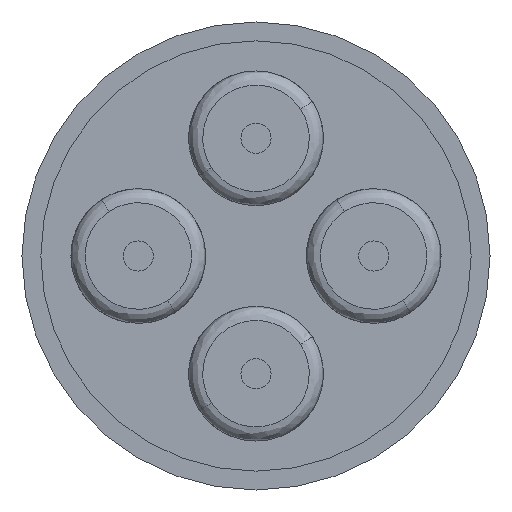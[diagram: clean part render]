
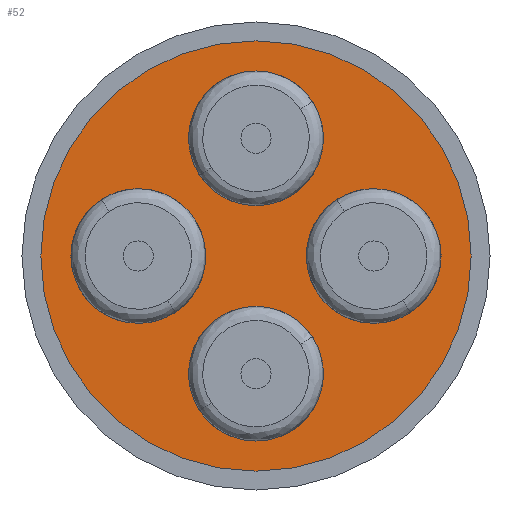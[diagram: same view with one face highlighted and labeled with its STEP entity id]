
A CAD part, front view. The second image highlights one B-rep face of the part: STEP entity #52.
In plain terms, the highlighted planar face has unit normal (0, -1, 0).
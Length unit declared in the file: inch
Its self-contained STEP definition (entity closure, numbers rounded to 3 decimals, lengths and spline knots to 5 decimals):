
#52 = ADVANCED_FACE ( 'NONE', ( #2240, #2237, #2249, #2238, #2247 ), #254, .T. ) ;
#248 = DIRECTION ( 'NONE',  ( 0., 0., -1. ) ) ;
#254 = PLANE ( 'NONE',  #1381 ) ;
#257 = DIRECTION ( 'NONE',  ( 0., -1., 0. ) ) ;
#259 = CARTESIAN_POINT ( 'NONE',  ( 0., -0.035, 0. ) ) ;
#398 = AXIS2_PLACEMENT_3D ( 'NONE', #1529, #1530, #1531 ) ;
#460 = AXIS2_PLACEMENT_3D ( 'NONE', #1603, #1604, #1605 ) ;
#464 = AXIS2_PLACEMENT_3D ( 'NONE', #1593, #1594, #1595 ) ;
#466 = AXIS2_PLACEMENT_3D ( 'NONE', #1583, #1584, #1585 ) ;
#468 = AXIS2_PLACEMENT_3D ( 'NONE', #1573, #1574, #1575 ) ;
#562 = CARTESIAN_POINT ( 'NONE',  ( 0., -0.035, 0.2285 ) ) ;
#563 = CARTESIAN_POINT ( 'NONE',  ( 0., -0.035, -0.2285 ) ) ;
#578 = CARTESIAN_POINT ( 'NONE',  ( -0.058, -0.035, -0.125 ) ) ;
#579 = CARTESIAN_POINT ( 'NONE',  ( 0.058, -0.035, -0.125 ) ) ;
#582 = CARTESIAN_POINT ( 'NONE',  ( 0.125, -0.035, 0.058 ) ) ;
#583 = CARTESIAN_POINT ( 'NONE',  ( 0.125, -0.035, -0.058 ) ) ;
#587 = CARTESIAN_POINT ( 'NONE',  ( -0.125, -0.035, 0.058 ) ) ;
#588 = CARTESIAN_POINT ( 'NONE',  ( -0.125, -0.035, -0.058 ) ) ;
#591 = CARTESIAN_POINT ( 'NONE',  ( -0.058, -0.035, 0.125 ) ) ;
#592 = CARTESIAN_POINT ( 'NONE',  ( 0.058, -0.035, 0.125 ) ) ;
#816 = EDGE_CURVE ( 'NONE', #2816, #2815, #2109, .T. ) ;
#817 = EDGE_CURVE ( 'NONE', #2812, #2811, #2108, .T. ) ;
#818 = EDGE_CURVE ( 'NONE', #2807, #2806, #2106, .T. ) ;
#819 = EDGE_CURVE ( 'NONE', #2803, #2802, #2105, .T. ) ;
#824 = EDGE_CURVE ( 'NONE', #2787, #2786, #2100, .T. ) ;
#986 = EDGE_CURVE ( 'NONE', #2786, #2787, #1899, .T. ) ;
#1004 = EDGE_CURVE ( 'NONE', #2802, #2803, #1872, .T. ) ;
#1008 = EDGE_CURVE ( 'NONE', #2806, #2807, #1866, .T. ) ;
#1012 = EDGE_CURVE ( 'NONE', #2811, #2812, #1860, .T. ) ;
#1017 = EDGE_CURVE ( 'NONE', #2815, #2816, #1854, .T. ) ;
#1121 = DIRECTION ( 'NONE',  ( 0., 0., 1. ) ) ;
#1122 = DIRECTION ( 'NONE',  ( 0., -1., 0. ) ) ;
#1123 = CARTESIAN_POINT ( 'NONE',  ( 0., -0.035, 0. ) ) ;
#1141 = DIRECTION ( 'NONE',  ( 1., 0., 0. ) ) ;
#1142 = DIRECTION ( 'NONE',  ( 0., 1., 0. ) ) ;
#1143 = CARTESIAN_POINT ( 'NONE',  ( 0., -0.035, -0.125 ) ) ;
#1145 = DIRECTION ( 'NONE',  ( 0., 0., -1. ) ) ;
#1147 = DIRECTION ( 'NONE',  ( 0., 1., 0. ) ) ;
#1148 = CARTESIAN_POINT ( 'NONE',  ( 0.125, -0.035, 0. ) ) ;
#1150 = DIRECTION ( 'NONE',  ( 0., 0., -1. ) ) ;
#1151 = DIRECTION ( 'NONE',  ( 0., 1., 0. ) ) ;
#1152 = CARTESIAN_POINT ( 'NONE',  ( -0.125, -0.035, 0. ) ) ;
#1153 = DIRECTION ( 'NONE',  ( 1., 0., 0. ) ) ;
#1154 = DIRECTION ( 'NONE',  ( 0., 1., 0. ) ) ;
#1155 = CARTESIAN_POINT ( 'NONE',  ( 0., -0.035, 0.125 ) ) ;
#1279 = AXIS2_PLACEMENT_3D ( 'NONE', #1123, #1122, #1121 ) ;
#1284 = AXIS2_PLACEMENT_3D ( 'NONE', #1143, #1142, #1141 ) ;
#1285 = AXIS2_PLACEMENT_3D ( 'NONE', #1148, #1147, #1145 ) ;
#1286 = AXIS2_PLACEMENT_3D ( 'NONE', #1152, #1151, #1150 ) ;
#1287 = AXIS2_PLACEMENT_3D ( 'NONE', #1155, #1154, #1153 ) ;
#1381 = AXIS2_PLACEMENT_3D ( 'NONE', #259, #257, #248 ) ;
#1529 = CARTESIAN_POINT ( 'NONE',  ( 0., -0.035, 0. ) ) ;
#1530 = DIRECTION ( 'NONE',  ( 0., -1., 0. ) ) ;
#1531 = DIRECTION ( 'NONE',  ( 0., 0., 1. ) ) ;
#1573 = CARTESIAN_POINT ( 'NONE',  ( 0., -0.035, -0.125 ) ) ;
#1574 = DIRECTION ( 'NONE',  ( 0., 1., 0. ) ) ;
#1575 = DIRECTION ( 'NONE',  ( 1., 0., 0. ) ) ;
#1583 = CARTESIAN_POINT ( 'NONE',  ( 0.125, -0.035, 0. ) ) ;
#1584 = DIRECTION ( 'NONE',  ( 0., 1., 0. ) ) ;
#1585 = DIRECTION ( 'NONE',  ( 0., 0., -1. ) ) ;
#1593 = CARTESIAN_POINT ( 'NONE',  ( -0.125, -0.035, 0. ) ) ;
#1594 = DIRECTION ( 'NONE',  ( 0., 1., 0. ) ) ;
#1595 = DIRECTION ( 'NONE',  ( 0., 0., -1. ) ) ;
#1603 = CARTESIAN_POINT ( 'NONE',  ( 0., -0.035, 0.125 ) ) ;
#1604 = DIRECTION ( 'NONE',  ( 0., 1., 0. ) ) ;
#1605 = DIRECTION ( 'NONE',  ( 1., 0., 0. ) ) ;
#1854 = CIRCLE ( 'NONE', #460, 0.058 ) ;
#1860 = CIRCLE ( 'NONE', #464, 0.058 ) ;
#1866 = CIRCLE ( 'NONE', #466, 0.058 ) ;
#1872 = CIRCLE ( 'NONE', #468, 0.058 ) ;
#1899 = CIRCLE ( 'NONE', #398, 0.2285 ) ;
#2100 = CIRCLE ( 'NONE', #1279, 0.2285 ) ;
#2105 = CIRCLE ( 'NONE', #1284, 0.058 ) ;
#2106 = CIRCLE ( 'NONE', #1285, 0.058 ) ;
#2108 = CIRCLE ( 'NONE', #1286, 0.058 ) ;
#2109 = CIRCLE ( 'NONE', #1287, 0.058 ) ;
#2237 = FACE_BOUND ( 'NONE', #3034, .T. ) ;
#2238 = FACE_BOUND ( 'NONE', #3044, .T. ) ;
#2240 = FACE_BOUND ( 'NONE', #3042, .T. ) ;
#2247 = FACE_BOUND ( 'NONE', #3046, .T. ) ;
#2249 = FACE_OUTER_BOUND ( 'NONE', #3026, .T. ) ;
#2349 = ORIENTED_EDGE ( 'NONE', *, *, #819, .T. ) ;
#2350 = ORIENTED_EDGE ( 'NONE', *, *, #1004, .T. ) ;
#2351 = ORIENTED_EDGE ( 'NONE', *, *, #818, .T. ) ;
#2352 = ORIENTED_EDGE ( 'NONE', *, *, #1008, .T. ) ;
#2353 = ORIENTED_EDGE ( 'NONE', *, *, #986, .T. ) ;
#2354 = ORIENTED_EDGE ( 'NONE', *, *, #824, .T. ) ;
#2355 = ORIENTED_EDGE ( 'NONE', *, *, #817, .T. ) ;
#2356 = ORIENTED_EDGE ( 'NONE', *, *, #1012, .T. ) ;
#2357 = ORIENTED_EDGE ( 'NONE', *, *, #816, .T. ) ;
#2358 = ORIENTED_EDGE ( 'NONE', *, *, #1017, .T. ) ;
#2786 = VERTEX_POINT ( 'NONE', #562 ) ;
#2787 = VERTEX_POINT ( 'NONE', #563 ) ;
#2802 = VERTEX_POINT ( 'NONE', #578 ) ;
#2803 = VERTEX_POINT ( 'NONE', #579 ) ;
#2806 = VERTEX_POINT ( 'NONE', #582 ) ;
#2807 = VERTEX_POINT ( 'NONE', #583 ) ;
#2811 = VERTEX_POINT ( 'NONE', #587 ) ;
#2812 = VERTEX_POINT ( 'NONE', #588 ) ;
#2815 = VERTEX_POINT ( 'NONE', #591 ) ;
#2816 = VERTEX_POINT ( 'NONE', #592 ) ;
#3026 = EDGE_LOOP ( 'NONE', ( #2353, #2354 ) ) ;
#3034 = EDGE_LOOP ( 'NONE', ( #2351, #2352 ) ) ;
#3042 = EDGE_LOOP ( 'NONE', ( #2349, #2350 ) ) ;
#3044 = EDGE_LOOP ( 'NONE', ( #2355, #2356 ) ) ;
#3046 = EDGE_LOOP ( 'NONE', ( #2357, #2358 ) ) ;
